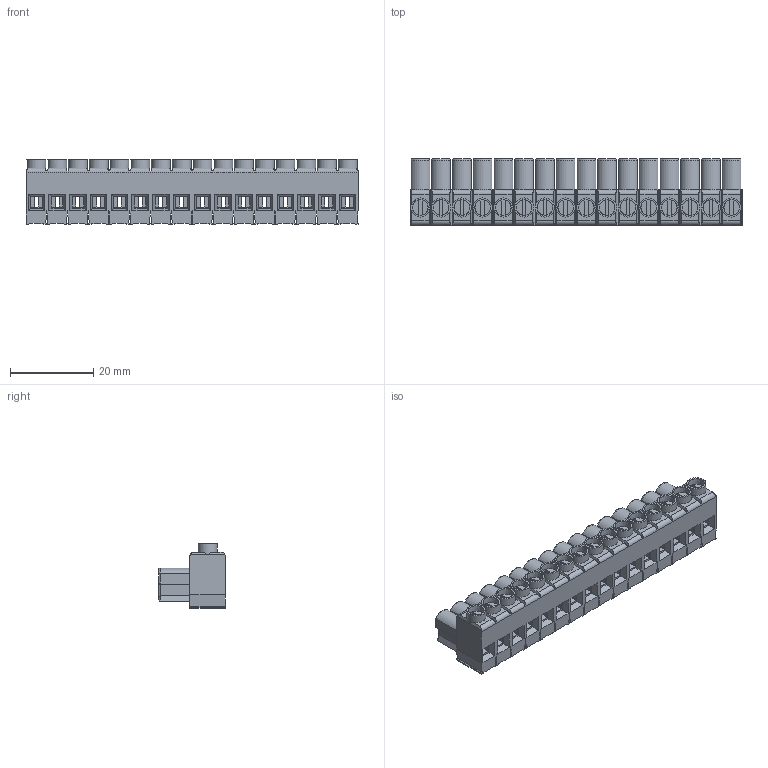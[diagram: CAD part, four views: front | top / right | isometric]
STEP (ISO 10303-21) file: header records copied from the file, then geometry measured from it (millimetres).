
FILE_DESCRIPTION(/* description */ ('Unknown'),/* implementation_level */ '2;1');
FILE_NAME(/* name */ '691385700016',/* time_stamp */ '2016-06-14T16:22:47+02:00',/* author */ ('Unknown'),/* organization */ ('Unknown'),/* preprocessor_version */ 'ST-DEVELOPER v16.7',/* originating_system */ 'DEX',/* authorisation */ $);
FILE_SCHEMA (('AUTOMOTIVE_DESIGN {1 0 10303 214 3 1 1}'));
Length unit declared in the file: millimetre
Products named in the file (1): 691385700016
Bounding box: 80 x 16 x 15.5 mm (x, y, z)
Volume: 10346.6 mm3; surface area: 11477.6 mm2
Topology: 1 solids, 1 shells, 1195 faces, 3275 edges, 2098 vertices
Faces by surface type: plane 840, cylinder 323, cone 16, torus 16
Full cylindrical faces by diameter (mm): 4.6 x16
Entity records: 46696 total; most frequent: CARTESIAN_POINT 7625, ORIENTED_EDGE 6422, DIRECTION 6393, EDGE_CURVE 3211, LINE 2357, VECTOR 2357, VERTEX_POINT 2066, AXIS2_PLACEMENT_3D 2018
